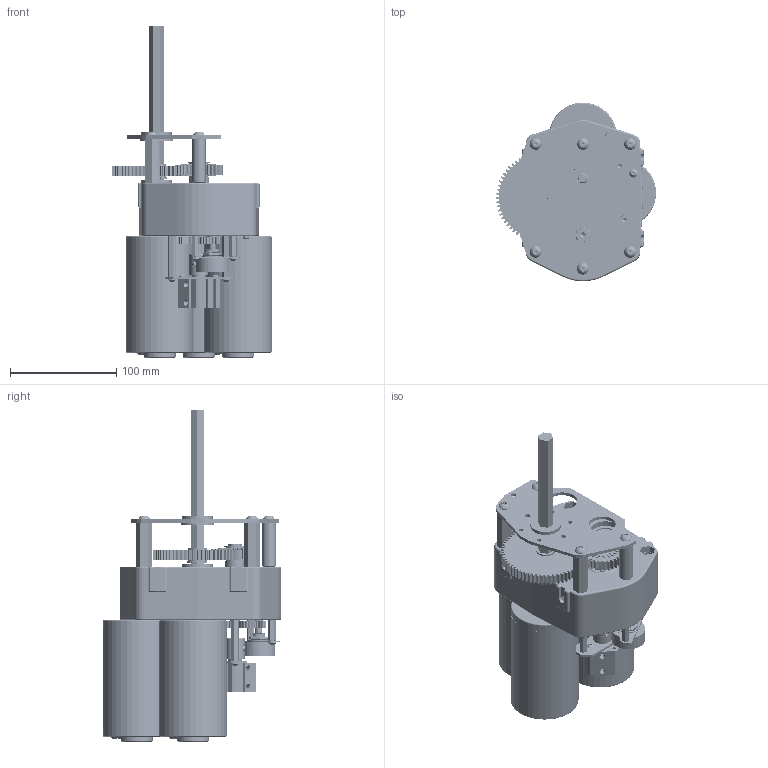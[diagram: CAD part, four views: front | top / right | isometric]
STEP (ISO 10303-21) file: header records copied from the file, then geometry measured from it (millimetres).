
FILE_DESCRIPTION (( 'STEP AP214' ), '1' );
FILE_NAME ('217-3269-STEP-20151217.STEP', '2015-12-17T15:57:23', ( '' ), ( '' ), 'SwSTEP 2.0', 'SolidWorks 2015', '' );
FILE_SCHEMA (( 'AUTOMOTIVE_DESIGN' ));
Length unit declared in the file: inch
Products named in the file (70): 217-2715-002 Rev1_64t; 217-3109-001 Rev1; 217-2705-001_30t; 217-3288-001 Rev3; 217-2778-001 Rev2_NCQ8A075-050M; 217-2428-021 Rev1; 91251A107_91251A107; 217-3195-003 rev2; 217-3222-001 Rev1_Spur01; 217-2428-005 Rev1; SBS1_SBS-2520-1625SS; 217-4098-100 Rev1; 217-2428-029 Rev1; 217-4098-003 Rev2; 217-2714-002 Rev1_60t; 217-2428-028 Rev1_97633A250; 217-2428-016 Rev3_Spur01; 217-2704-001_24; SBS1_SBS2520-0625ZC; 217-2734-001 Rev3; 217-2706-001_34t; 217-4099-000 Rev2_high gear; Grahill Encoder; SCREW-832-1750; 217-2778-002_075A; 217-3195-006 Rev1_WCD; 217-3212-101 Rev1; 217-2789-001 Rev2; 217-2428-006 Rev1; 217-2778-003_075M; 217-3195-001 Rev1; 217-3212-001 Rev1_34t; 217-2712-002 Rev1_50t; 97633A130_97633A130_grv; 217-2428-022 Rev1; 217-2428-019 Rev1; 217-2617-003 Rev1; 217-4098-006 Rev2; 217-2428-012 Rev2; SBS1_SBS-2520-2250 ...
Assembly tree (108 placements, depth 4):
  217-3269-STEP-20151217
    217-2733-001 Rev2  x2
    217-2731-001 Rev2
    217-2789-001 Rev2
    217-2778-001 Rev2_NCQ8A075-050M
      217-2778-002_075A
      217-2778-003_075M
      217-2778-004_075
    217-2428-012 Rev2
    217-2428-005 Rev1  x2
    SCREW-832-0375  x8
    SBS1_SBS-0632-0250  x2
    217-4098-100 Rev1
      217-4098-006 Rev2  x2
      217-3489-001 Rev1
      97633A130_97633A130_grv
      91251A107_91251A107  x2
    217-2428-017 Rev2
    217-2428-016 Rev3_Spur01
    217-2428-019 Rev1
    217-2428-006 Rev1  x2
    217-2614-001_12t  x3
    217-2761-001 rev1  x3
    217-3195-002 rev2
    217-3195-001 Rev1
    Nylock Nut_NNY2520-ZC  x6
    276-1027-001  x2
    SCREW-832-1750  x2
    217-2428-004 Rev3
    SBS1_SBS-2520-1625SS  x2
    SBS1_SBS2520-1750  x2
    217-2428-021 Rev1
    217-2428-029 Rev1
    Grayhill Lock Washer
    Grayhill Nut
    217-2000  x3
    Grahill Encoder
    217-3195-009 Rev1_wcd 2  x2
    217-3195-006 Rev1_WCD  x2
    SBS1_SBS-2520-2250  x2
    SBS1_SBS2520-0625ZC  x2
    217-3195-003 rev2
    217-2617-003 Rev1
    217-3109-001 Rev1
    217-2734-001 Rev3
    217-2617-004 Rev1_97431A340_grv  x2
    217-2702-001_20t
    217-2715-002 Rev1_64t
    217-2704-001_24
    217-2714-002 Rev1_60t
    217-3221-002 Rev1
    217-2705-001_30t
    217-2712-002 Rev1_50t
    217-2706-001_34t
    217-3288-001 Rev3
      217-2428-008 Rev2
      217-2428-028 Rev1_97633A250
      217-4099-000 Rev2_high gear
        217-4098-005 Rev1_91612A226
        217-4098-003 Rev2
Bounding box: 150.65 x 168.32 x 312.65 mm (x, y, z)
Volume: 1742114.2 mm3; surface area: 496852.3 mm2
Topology: 108 solids, 108 shells, 5133 faces, 13457 edges, 8687 vertices
Faces by surface type: cylinder 1993, plane 1748, bspline 741, cone 425, torus 194, sphere 32
Entity records: 314245 total; most frequent: CARTESIAN_POINT 208895, ORIENTED_EDGE 22074, DIRECTION 20271, EDGE_CURVE 11037, AXIS2_PLACEMENT_3D 7511, VERTEX_POINT 7239, VECTOR 5249, LINE 5249
